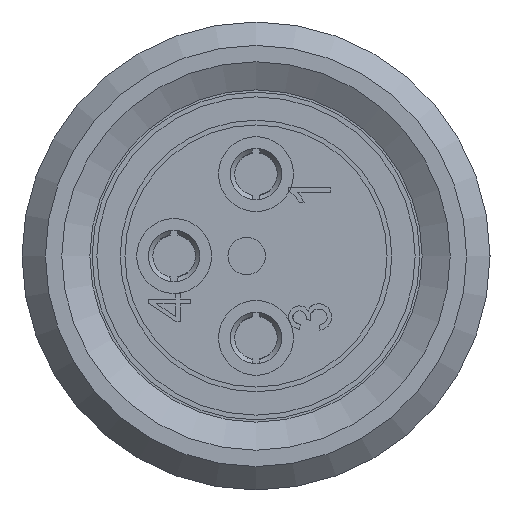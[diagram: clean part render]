
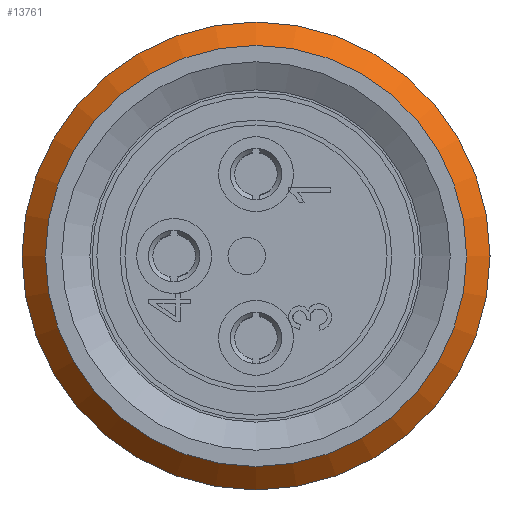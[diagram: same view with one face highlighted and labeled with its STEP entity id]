
A CAD part, left-side view. The second image highlights one B-rep face of the part: STEP entity #13761.
In plain terms, the highlighted conical face has half-angle 45 degrees and reference radius 5 mm.
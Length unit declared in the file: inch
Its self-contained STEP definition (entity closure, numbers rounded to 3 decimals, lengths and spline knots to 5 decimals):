
#102 = EDGE_LOOP ( 'NONE', ( #4733 ) ) ;
#188 = CARTESIAN_POINT ( 'NONE',  ( 0., 0.17717, 0. ) ) ;
#242 = VERTEX_POINT ( 'NONE', #6559 ) ;
#419 = EDGE_CURVE ( 'NONE', #836, #836, #15381, .T. ) ;
#836 = VERTEX_POINT ( 'NONE', #188 ) ;
#1202 = DIRECTION ( 'NONE',  ( -1., 0., 0. ) ) ;
#3265 = ORIENTED_EDGE ( 'NONE', *, *, #10360, .F. ) ;
#4347 = FACE_BOUND ( 'NONE', #102, .T. ) ;
#4380 = DIRECTION ( 'NONE',  ( 0., 1., 0. ) ) ;
#4733 = ORIENTED_EDGE ( 'NONE', *, *, #419, .T. ) ;
#5559 = AXIS2_PLACEMENT_3D ( 'NONE', #8512, #1202, #9670 ) ;
#5897 = DIRECTION ( 'NONE',  ( -1., 0., 0. ) ) ;
#6559 = CARTESIAN_POINT ( 'NONE',  ( -0.01969, -0.19685, 0. ) ) ;
#6863 = AXIS2_PLACEMENT_3D ( 'NONE', #13084, #5897, #14276 ) ;
#7636 = FACE_OUTER_BOUND ( 'NONE', #10204, .T. ) ;
#8433 = AXIS2_PLACEMENT_3D ( 'NONE', #15116, #13967, #4380 ) ;
#8512 = CARTESIAN_POINT ( 'NONE',  ( -0.01969, 0., 0. ) ) ;
#9670 = DIRECTION ( 'NONE',  ( 0., -1., 0. ) ) ;
#10204 = EDGE_LOOP ( 'NONE', ( #3265 ) ) ;
#10360 = EDGE_CURVE ( 'NONE', #242, #242, #14904, .T. ) ;
#11339 = CONICAL_SURFACE ( 'NONE', #8433, 0.19685, 0.785 ) ;
#13084 = CARTESIAN_POINT ( 'NONE',  ( 0., 0., 0. ) ) ;
#13761 = ADVANCED_FACE ( 'NONE', ( #7636, #4347 ), #11339, .T. ) ;
#13967 = DIRECTION ( 'NONE',  ( -1., 0., 0. ) ) ;
#14276 = DIRECTION ( 'NONE',  ( 0., 1., 0. ) ) ;
#14904 = CIRCLE ( 'NONE', #5559, 0.19685 ) ;
#15116 = CARTESIAN_POINT ( 'NONE',  ( -0.01969, 0., 0. ) ) ;
#15381 = CIRCLE ( 'NONE', #6863, 0.17717 ) ;
